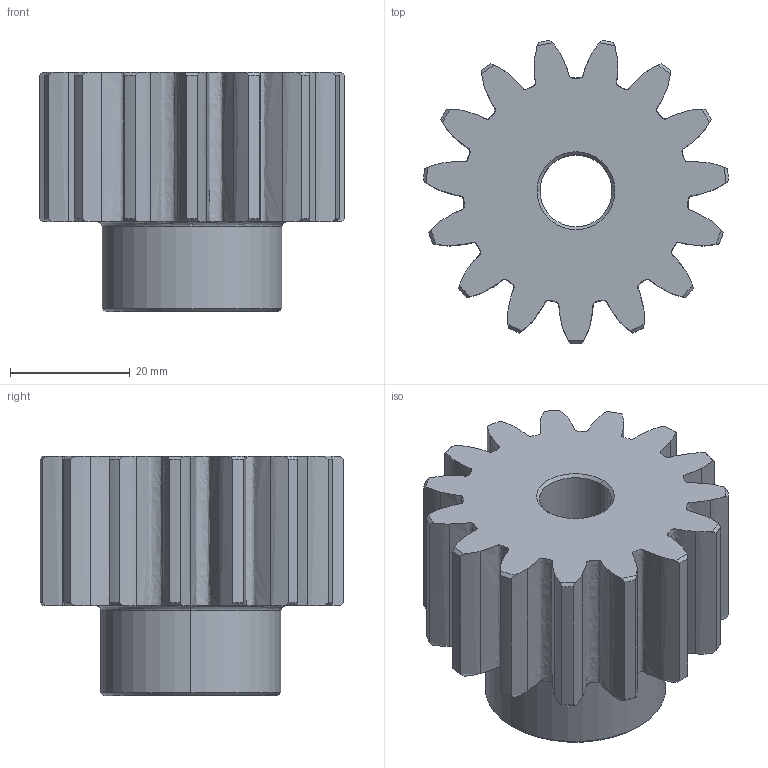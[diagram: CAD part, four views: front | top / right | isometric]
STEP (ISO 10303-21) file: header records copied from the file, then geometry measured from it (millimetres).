
FILE_DESCRIPTION (( 'STEP AP203' ), '1' );
FILE_NAME ('111-030-415.step', '2015-03-24T11:49:08', ( 'Admin' ), ( '' ), 'SwSTEP 2.0', 'SolidWorks 2012', '' );
FILE_SCHEMA (( 'CONFIG_CONTROL_DESIGN' ));
Length unit declared in the file: millimetre
Products named in the file (1): 111-030-415
Bounding box: 50.89 x 50.63 x 40 mm (x, y, z)
Volume: 45889.4 mm3; surface area: 12583.9 mm2
Topology: 1 solids, 1 shells, 105 faces, 300 edges, 198 vertices
Faces by surface type: bspline 47, cone 36, cylinder 19, plane 3
Entity records: 4847 total; most frequent: CARTESIAN_POINT 2395, ORIENTED_EDGE 600, DIRECTION 344, EDGE_CURVE 300, VERTEX_POINT 198, B_SPLINE_CURVE_WITH_KNOTS 150, AXIS2_PLACEMENT_3D 137, EDGE_LOOP 108
